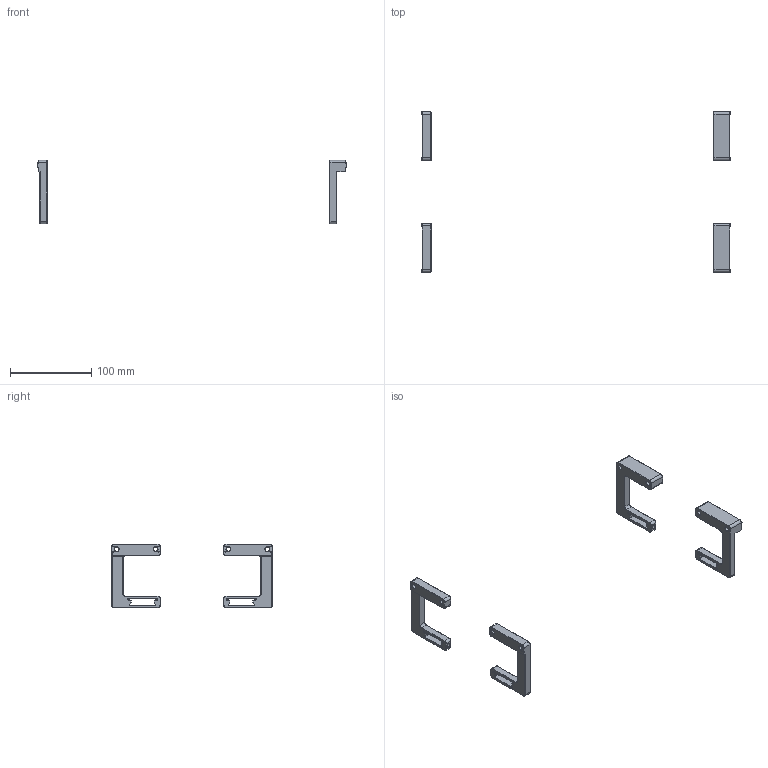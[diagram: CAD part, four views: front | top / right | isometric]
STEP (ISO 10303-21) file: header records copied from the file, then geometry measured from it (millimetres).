
FILE_DESCRIPTION(/* description */ (''),/* implementation_level */ '2;1');
FILE_NAME(/* name */ 'trident inverted electronics noctua fans.step',/* time_stamp */ '2025-04-26T09:51:33-05:00',/* author */ (''),/* organization */ (''),/* preprocessor_version */ 'ST-DEVELOPER v20.1',/* originating_system */ 'Autodesk Translation Framework v14.4.0.0',/* authorisation */ '');
FILE_SCHEMA (('AUTOMOTIVE_DESIGN { 1 0 10303 214 3 1 1 }'));
Length unit declared in the file: millimetre
Products named in the file (5): trident inverted electronics noctua fans; Trident_r2_Inverted_Electronics; Modified Parts(r2); Inverted_DIN_Mount_x2; Inverted_DIN_Mount(Mirror)_x2
Assembly tree (4 placements, depth 4):
  trident inverted electronics noctua fans
    Trident_r2_Inverted_Electronics
      Modified Parts(r2)
        Inverted_DIN_Mount_x2
        Inverted_DIN_Mount(Mirror)_x2
Bounding box: 380.6 x 197.74 x 77.91 mm (x, y, z)
Volume: 95085.2 mm3; surface area: 38109.7 mm2
Topology: 4 solids, 4 shells, 624 faces, 1534 edges, 910 vertices
Faces by surface type: plane 340, cone 156, cylinder 112, bspline 16
Full cylindrical faces by diameter (mm): 3.2 x4, 4.7 x4, 5.4 x8
Entity records: 18952 total; most frequent: CARTESIAN_POINT 4113, DIRECTION 3082, ORIENTED_EDGE 3068, EDGE_CURVE 1534, LINE 1040, VECTOR 1040, AXIS2_PLACEMENT_3D 1021, VERTEX_POINT 910
